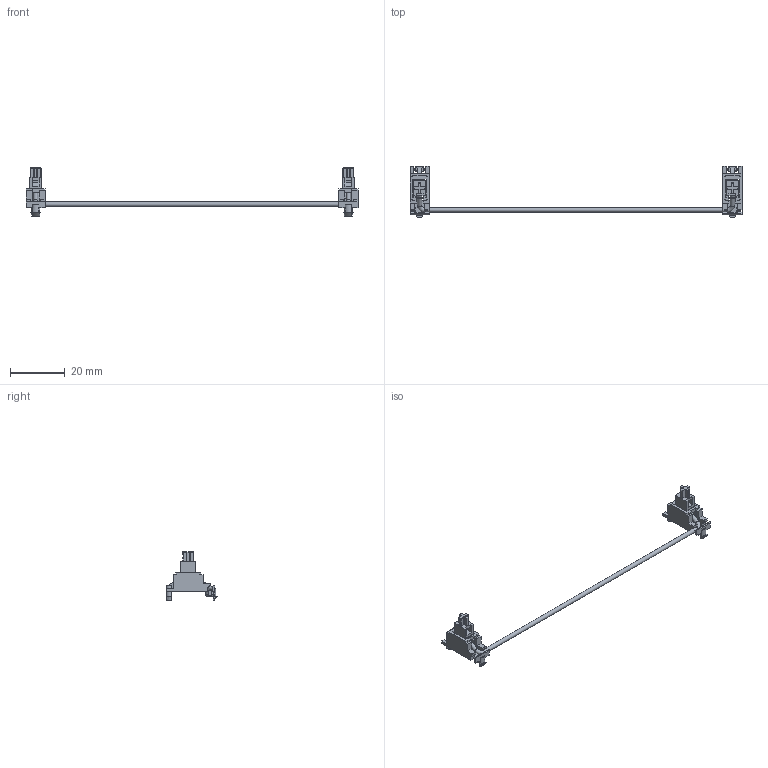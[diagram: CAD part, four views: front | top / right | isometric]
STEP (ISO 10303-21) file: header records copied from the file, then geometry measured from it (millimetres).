
FILE_DESCRIPTION(('FreeCAD Model'),'2;1');
FILE_NAME('Open CASCADE Shape Model','2023-08-10T16:32:45',(''),(''), 'Open CASCADE STEP processor 7.6','FreeCAD','Unknown');
FILE_SCHEMA(('AUTOMOTIVE_DESIGN { 1 0 10303 214 1 1 1 1 }'));
Length unit declared in the file: millimetre
Products named in the file (8): stabilizer_7u; left; body_l; stem_l; right; body_r; stem_r; wire_7u
Assembly tree (7 placements, depth 3):
  stabilizer_7u
    left
      body_l
      stem_l
    right
      body_r
      stem_r
    wire_7u
Bounding box: 121.3 x 18.7 x 17.6 mm (x, y, z)
Volume: 1176.6 mm3; surface area: 2861.8 mm2
Topology: 5 solids, 5 shells, 417 faces, 1153 edges, 730 vertices
Faces by surface type: plane 278, cylinder 105, sphere 16, torus 10, cone 4, revolution 2, bspline 2
Full cylindrical faces by diameter (mm): 1.4 x2, 1.6 x3
Entity records: 13668 total; most frequent: CARTESIAN_POINT 2764, ORIENTED_EDGE 2274, DIRECTION 2213, EDGE_CURVE 1137, LINE 877, VECTOR 877, VERTEX_POINT 730, AXIS2_PLACEMENT_3D 667
